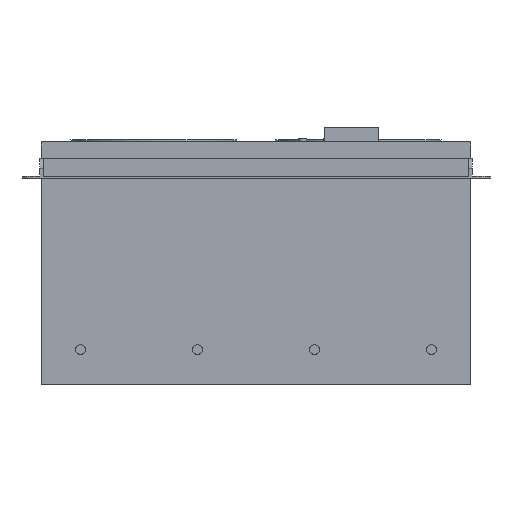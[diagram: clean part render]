
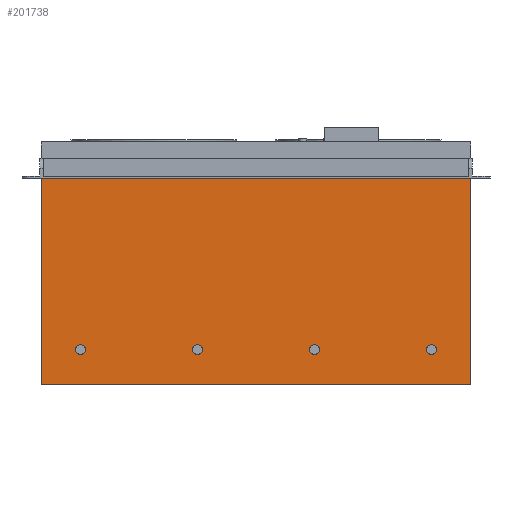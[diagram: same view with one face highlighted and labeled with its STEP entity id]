
A CAD part, front view. The second image highlights one B-rep face of the part: STEP entity #201738.
In plain terms, the highlighted planar face has unit normal (0, -1, 0).
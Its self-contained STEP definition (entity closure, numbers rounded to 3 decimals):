
#14047=DIRECTION('',(1.,0.,0.));
#14048=VECTOR('',#14047,440.);
#14049=CARTESIAN_POINT('',(-220.,-370.,87.5));
#14050=LINE('',#14049,#14048);
#15091=DIRECTION('',(-1.,0.,0.));
#15092=VECTOR('',#15091,440.);
#15093=CARTESIAN_POINT('',(220.,-370.,-124.5));
#15094=LINE('',#15093,#15092);
#18955=DIRECTION('',(0.,0.,1.));
#18956=VECTOR('',#18955,212.);
#18957=CARTESIAN_POINT('',(-220.,-370.,-124.5));
#18958=LINE('',#18957,#18956);
#58587=DIRECTION('',(0.,0.,1.));
#58588=VECTOR('',#58587,212.);
#58589=CARTESIAN_POINT('',(220.,-370.,-124.5));
#58590=LINE('',#58589,#58588);
#58591=CARTESIAN_POINT('',(-180.,-370.,-88.5));
#58592=DIRECTION('',(0.,1.,0.));
#58593=DIRECTION('',(-1.,0.,0.));
#58594=AXIS2_PLACEMENT_3D('',#58591,#58592,#58593);
#58596=CARTESIAN_POINT('',(-180.,-370.,-88.5));
#58597=DIRECTION('',(0.,1.,0.));
#58598=DIRECTION('',(1.,0.,0.));
#58599=AXIS2_PLACEMENT_3D('',#58596,#58597,#58598);
#58601=CARTESIAN_POINT('',(-60.,-370.,-88.5));
#58602=DIRECTION('',(0.,1.,0.));
#58603=DIRECTION('',(-1.,0.,0.));
#58604=AXIS2_PLACEMENT_3D('',#58601,#58602,#58603);
#58606=CARTESIAN_POINT('',(-60.,-370.,-88.5));
#58607=DIRECTION('',(0.,1.,0.));
#58608=DIRECTION('',(1.,0.,0.));
#58609=AXIS2_PLACEMENT_3D('',#58606,#58607,#58608);
#58611=CARTESIAN_POINT('',(60.,-370.,-88.5));
#58612=DIRECTION('',(0.,1.,0.));
#58613=DIRECTION('',(-1.,0.,0.));
#58614=AXIS2_PLACEMENT_3D('',#58611,#58612,#58613);
#58616=CARTESIAN_POINT('',(60.,-370.,-88.5));
#58617=DIRECTION('',(0.,1.,0.));
#58618=DIRECTION('',(1.,0.,0.));
#58619=AXIS2_PLACEMENT_3D('',#58616,#58617,#58618);
#58621=CARTESIAN_POINT('',(180.,-370.,-88.5));
#58622=DIRECTION('',(0.,1.,0.));
#58623=DIRECTION('',(-1.,0.,0.));
#58624=AXIS2_PLACEMENT_3D('',#58621,#58622,#58623);
#58626=CARTESIAN_POINT('',(180.,-370.,-88.5));
#58627=DIRECTION('',(0.,1.,0.));
#58628=DIRECTION('',(1.,0.,0.));
#58629=AXIS2_PLACEMENT_3D('',#58626,#58627,#58628);
#98611=CARTESIAN_POINT('',(-185.,-370.,-88.5));
#98613=VERTEX_POINT('',#98611);
#98623=CARTESIAN_POINT('',(-55.,-370.,-88.5));
#98625=VERTEX_POINT('',#98623);
#98627=CARTESIAN_POINT('',(65.,-370.,-88.5));
#98628=CARTESIAN_POINT('',(55.,-370.,-88.5));
#98629=VERTEX_POINT('',#98627);
#98630=VERTEX_POINT('',#98628);
#98635=CARTESIAN_POINT('',(-65.,-370.,-88.5));
#98636=VERTEX_POINT('',#98635);
#98645=CARTESIAN_POINT('',(-175.,-370.,-88.5));
#98646=VERTEX_POINT('',#98645);
#98655=CARTESIAN_POINT('',(175.,-370.,-88.5));
#98657=VERTEX_POINT('',#98655);
#98659=CARTESIAN_POINT('',(185.,-370.,-88.5));
#98661=VERTEX_POINT('',#98659);
#98746=CARTESIAN_POINT('',(220.,-370.,-124.5));
#98748=VERTEX_POINT('',#98746);
#98789=CARTESIAN_POINT('',(-220.,-370.,-124.5));
#98790=VERTEX_POINT('',#98789);
#122215=CARTESIAN_POINT('',(-220.,-370.,87.5));
#122216=VERTEX_POINT('',#122215);
#122219=CARTESIAN_POINT('',(220.,-370.,87.5));
#122220=VERTEX_POINT('',#122219);
#201703=CARTESIAN_POINT('',(220.,-370.,124.5));
#201704=DIRECTION('',(0.,1.,0.));
#201705=DIRECTION('',(-1.,0.,0.));
#201706=AXIS2_PLACEMENT_3D('',#201703,#201704,#201705);
#201707=PLANE('',#201706);
#201708=ORIENTED_EDGE('',*,*,#134836,.F.);
#201709=ORIENTED_EDGE('',*,*,#134861,.T.);
#201710=ORIENTED_EDGE('',*,*,#137308,.T.);
#201711=ORIENTED_EDGE('',*,*,#132891,.T.);
#201712=EDGE_LOOP('',(#201708,#201709,#201710,#201711));
#201713=FACE_OUTER_BOUND('',#201712,.F.);
#201715=ORIENTED_EDGE('',*,*,#201714,.F.);
#201717=ORIENTED_EDGE('',*,*,#201716,.F.);
#201718=EDGE_LOOP('',(#201715,#201717));
#201719=FACE_BOUND('',#201718,.F.);
#201721=ORIENTED_EDGE('',*,*,#201720,.F.);
#201723=ORIENTED_EDGE('',*,*,#201722,.F.);
#201724=EDGE_LOOP('',(#201721,#201723));
#201725=FACE_BOUND('',#201724,.F.);
#201727=ORIENTED_EDGE('',*,*,#201726,.F.);
#201729=ORIENTED_EDGE('',*,*,#201728,.F.);
#201730=EDGE_LOOP('',(#201727,#201729));
#201731=FACE_BOUND('',#201730,.F.);
#201733=ORIENTED_EDGE('',*,*,#201732,.F.);
#201735=ORIENTED_EDGE('',*,*,#201734,.F.);
#201736=EDGE_LOOP('',(#201733,#201735));
#201737=FACE_BOUND('',#201736,.F.);
#201738=ADVANCED_FACE('',(#201713,#201719,#201725,#201731,#201737),#201707,.F.);
#58595=CIRCLE('',#58594,5.);
#58600=CIRCLE('',#58599,5.);
#58605=CIRCLE('',#58604,5.);
#58610=CIRCLE('',#58609,5.);
#58615=CIRCLE('',#58614,5.);
#58620=CIRCLE('',#58619,5.);
#58625=CIRCLE('',#58624,5.);
#58630=CIRCLE('',#58629,5.);
#132891=EDGE_CURVE('',#122216,#122220,#14050,.T.);
#134836=EDGE_CURVE('',#98748,#122220,#58590,.T.);
#134861=EDGE_CURVE('',#98748,#98790,#15094,.T.);
#137308=EDGE_CURVE('',#98790,#122216,#18958,.T.);
#201714=EDGE_CURVE('',#98613,#98646,#58595,.T.);
#201716=EDGE_CURVE('',#98646,#98613,#58600,.T.);
#201720=EDGE_CURVE('',#98636,#98625,#58605,.T.);
#201722=EDGE_CURVE('',#98625,#98636,#58610,.T.);
#201726=EDGE_CURVE('',#98630,#98629,#58615,.T.);
#201728=EDGE_CURVE('',#98629,#98630,#58620,.T.);
#201732=EDGE_CURVE('',#98657,#98661,#58625,.T.);
#201734=EDGE_CURVE('',#98661,#98657,#58630,.T.);
